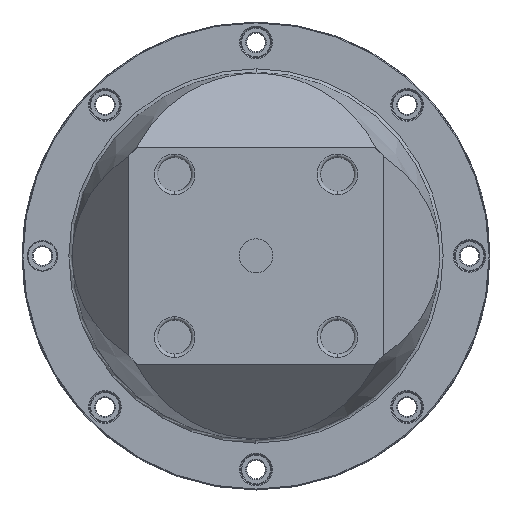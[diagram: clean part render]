
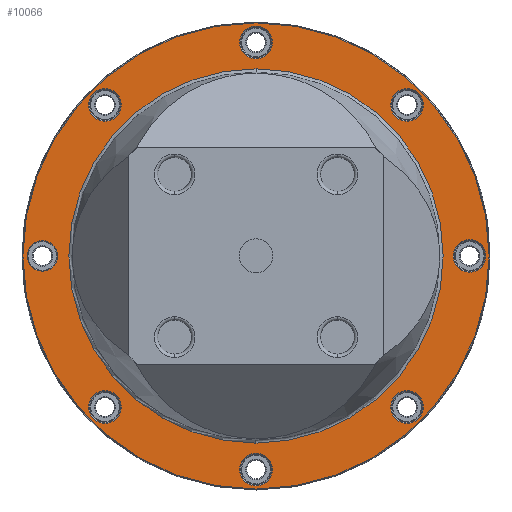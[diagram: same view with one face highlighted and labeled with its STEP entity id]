
A CAD part, top view. The second image highlights one B-rep face of the part: STEP entity #10066.
In plain terms, the highlighted planar face has unit normal (0, 0, 1).
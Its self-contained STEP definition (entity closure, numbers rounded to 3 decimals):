
#329=CARTESIAN_POINT('',(0.,0.,25.4));
#330=DIRECTION('',(0.,0.,-1.));
#331=DIRECTION('',(1.,0.,0.));
#332=AXIS2_PLACEMENT_3D('',#329,#330,#331);
#334=CARTESIAN_POINT('',(0.,0.,25.4));
#335=DIRECTION('',(0.,0.,-1.));
#336=DIRECTION('',(-1.,0.,0.));
#337=AXIS2_PLACEMENT_3D('',#334,#335,#336);
#339=CARTESIAN_POINT('',(-126.,0.,25.4));
#340=DIRECTION('',(0.,0.,1.));
#341=DIRECTION('',(1.,0.,0.));
#342=AXIS2_PLACEMENT_3D('',#339,#340,#341);
#344=CARTESIAN_POINT('',(-126.,0.,25.4));
#345=DIRECTION('',(0.,0.,1.));
#346=DIRECTION('',(-1.,0.,0.));
#347=AXIS2_PLACEMENT_3D('',#344,#345,#346);
#349=CARTESIAN_POINT('',(0.,0.,25.4));
#350=DIRECTION('',(0.,0.,1.));
#351=DIRECTION('',(0.,1.,0.));
#352=AXIS2_PLACEMENT_3D('',#349,#350,#351);
#354=CARTESIAN_POINT('',(0.,0.,25.4));
#355=DIRECTION('',(0.,0.,1.));
#356=DIRECTION('',(0.,-1.,0.));
#357=AXIS2_PLACEMENT_3D('',#354,#355,#356);
#5517=CARTESIAN_POINT('',(-89.095,-89.095,25.4));
#5518=DIRECTION('',(0.,0.,-1.));
#5519=DIRECTION('',(1.,0.,0.));
#5520=AXIS2_PLACEMENT_3D('',#5517,#5518,#5519);
#5522=CARTESIAN_POINT('',(-89.095,-89.095,25.4));
#5523=DIRECTION('',(0.,0.,-1.));
#5524=DIRECTION('',(-1.,0.,0.));
#5525=AXIS2_PLACEMENT_3D('',#5522,#5523,#5524);
#5667=CARTESIAN_POINT('',(89.095,-89.095,25.4));
#5668=DIRECTION('',(0.,0.,-1.));
#5669=DIRECTION('',(1.,0.,0.));
#5670=AXIS2_PLACEMENT_3D('',#5667,#5668,#5669);
#5672=CARTESIAN_POINT('',(89.095,-89.095,25.4));
#5673=DIRECTION('',(0.,0.,-1.));
#5674=DIRECTION('',(-1.,0.,0.));
#5675=AXIS2_PLACEMENT_3D('',#5672,#5673,#5674);
#5817=CARTESIAN_POINT('',(-89.095,89.095,25.4));
#5818=DIRECTION('',(0.,0.,-1.));
#5819=DIRECTION('',(1.,0.,0.));
#5820=AXIS2_PLACEMENT_3D('',#5817,#5818,#5819);
#5822=CARTESIAN_POINT('',(-89.095,89.095,25.4));
#5823=DIRECTION('',(0.,0.,-1.));
#5824=DIRECTION('',(-1.,0.,0.));
#5825=AXIS2_PLACEMENT_3D('',#5822,#5823,#5824);
#5967=CARTESIAN_POINT('',(89.095,89.095,25.4));
#5968=DIRECTION('',(0.,0.,-1.));
#5969=DIRECTION('',(1.,0.,0.));
#5970=AXIS2_PLACEMENT_3D('',#5967,#5968,#5969);
#5972=CARTESIAN_POINT('',(89.095,89.095,25.4));
#5973=DIRECTION('',(0.,0.,-1.));
#5974=DIRECTION('',(-1.,0.,0.));
#5975=AXIS2_PLACEMENT_3D('',#5972,#5973,#5974);
#6117=CARTESIAN_POINT('',(0.,126.,25.4));
#6118=DIRECTION('',(0.,0.,-1.));
#6119=DIRECTION('',(-1.,0.,0.));
#6120=AXIS2_PLACEMENT_3D('',#6117,#6118,#6119);
#6122=CARTESIAN_POINT('',(0.,126.,25.4));
#6123=DIRECTION('',(0.,0.,-1.));
#6124=DIRECTION('',(1.,0.,0.));
#6125=AXIS2_PLACEMENT_3D('',#6122,#6123,#6124);
#6267=CARTESIAN_POINT('',(126.,0.,25.4));
#6268=DIRECTION('',(0.,0.,-1.));
#6269=DIRECTION('',(-1.,0.,0.));
#6270=AXIS2_PLACEMENT_3D('',#6267,#6268,#6269);
#6280=CARTESIAN_POINT('',(126.,0.,25.4));
#6281=DIRECTION('',(0.,0.,-1.));
#6282=DIRECTION('',(1.,0.,0.));
#6283=AXIS2_PLACEMENT_3D('',#6280,#6281,#6282);
#6417=CARTESIAN_POINT('',(0.,-126.,25.4));
#6418=DIRECTION('',(0.,0.,-1.));
#6419=DIRECTION('',(-1.,0.,0.));
#6420=AXIS2_PLACEMENT_3D('',#6417,#6418,#6419);
#6422=CARTESIAN_POINT('',(0.,-126.,25.4));
#6423=DIRECTION('',(0.,0.,-1.));
#6424=DIRECTION('',(1.,0.,0.));
#6425=AXIS2_PLACEMENT_3D('',#6422,#6423,#6424);
#7177=CARTESIAN_POINT('',(137.492,0.,25.4));
#7178=CARTESIAN_POINT('',(-137.492,0.,25.4));
#7179=VERTEX_POINT('',#7177);
#7180=VERTEX_POINT('',#7178);
#7181=CARTESIAN_POINT('',(-117.,0.,25.4));
#7182=CARTESIAN_POINT('',(-135.,0.,25.4));
#7183=VERTEX_POINT('',#7181);
#7184=VERTEX_POINT('',#7182);
#7185=CARTESIAN_POINT('',(0.,110.381,25.4));
#7186=CARTESIAN_POINT('',(0.,-110.381,25.4));
#7187=VERTEX_POINT('',#7185);
#7188=VERTEX_POINT('',#7186);
#7448=CARTESIAN_POINT('',(98.695,-89.095,25.4));
#7449=VERTEX_POINT('',#7448);
#7450=CARTESIAN_POINT('',(79.495,-89.095,25.4));
#7451=VERTEX_POINT('',#7450);
#7488=CARTESIAN_POINT('',(-79.495,-89.095,25.4));
#7489=VERTEX_POINT('',#7488);
#7490=CARTESIAN_POINT('',(-98.695,-89.095,25.4));
#7491=VERTEX_POINT('',#7490);
#7528=CARTESIAN_POINT('',(-79.495,89.095,25.4));
#7529=VERTEX_POINT('',#7528);
#7530=CARTESIAN_POINT('',(-98.695,89.095,25.4));
#7531=VERTEX_POINT('',#7530);
#7568=CARTESIAN_POINT('',(98.695,89.095,25.4));
#7569=VERTEX_POINT('',#7568);
#7570=CARTESIAN_POINT('',(79.495,89.095,25.4));
#7571=VERTEX_POINT('',#7570);
#7606=CARTESIAN_POINT('',(-9.6,-126.,25.4));
#7607=VERTEX_POINT('',#7606);
#7608=CARTESIAN_POINT('',(9.6,-126.,25.4));
#7609=VERTEX_POINT('',#7608);
#7646=CARTESIAN_POINT('',(135.6,0.,25.4));
#7647=VERTEX_POINT('',#7646);
#7648=CARTESIAN_POINT('',(116.4,0.,25.4));
#7649=VERTEX_POINT('',#7648);
#7686=CARTESIAN_POINT('',(-9.6,126.,25.4));
#7687=VERTEX_POINT('',#7686);
#7688=CARTESIAN_POINT('',(9.6,126.,25.4));
#7689=VERTEX_POINT('',#7688);
#10002=CARTESIAN_POINT('',(0.,0.,25.4));
#10003=DIRECTION('',(0.,0.,1.));
#10004=DIRECTION('',(-1.,0.,0.));
#10005=AXIS2_PLACEMENT_3D('',#10002,#10003,#10004);
#10006=PLANE('',#10005);
#10008=ORIENTED_EDGE('',*,*,#10007,.T.);
#10009=ORIENTED_EDGE('',*,*,#9992,.T.);
#10010=EDGE_LOOP('',(#10008,#10009));
#10011=FACE_OUTER_BOUND('',#10010,.F.);
#10013=ORIENTED_EDGE('',*,*,#10012,.T.);
#10015=ORIENTED_EDGE('',*,*,#10014,.T.);
#10016=EDGE_LOOP('',(#10013,#10015));
#10017=FACE_BOUND('',#10016,.F.);
#10019=ORIENTED_EDGE('',*,*,#10018,.T.);
#10021=ORIENTED_EDGE('',*,*,#10020,.T.);
#10022=EDGE_LOOP('',(#10019,#10021));
#10023=FACE_BOUND('',#10022,.F.);
#10025=ORIENTED_EDGE('',*,*,#10024,.F.);
#10027=ORIENTED_EDGE('',*,*,#10026,.F.);
#10028=EDGE_LOOP('',(#10025,#10027));
#10029=FACE_BOUND('',#10028,.F.);
#10031=ORIENTED_EDGE('',*,*,#10030,.F.);
#10033=ORIENTED_EDGE('',*,*,#10032,.F.);
#10034=EDGE_LOOP('',(#10031,#10033));
#10035=FACE_BOUND('',#10034,.F.);
#10037=ORIENTED_EDGE('',*,*,#10036,.F.);
#10039=ORIENTED_EDGE('',*,*,#10038,.F.);
#10040=EDGE_LOOP('',(#10037,#10039));
#10041=FACE_BOUND('',#10040,.F.);
#10043=ORIENTED_EDGE('',*,*,#10042,.F.);
#10045=ORIENTED_EDGE('',*,*,#10044,.F.);
#10046=EDGE_LOOP('',(#10043,#10045));
#10047=FACE_BOUND('',#10046,.F.);
#10049=ORIENTED_EDGE('',*,*,#10048,.F.);
#10051=ORIENTED_EDGE('',*,*,#10050,.F.);
#10052=EDGE_LOOP('',(#10049,#10051));
#10053=FACE_BOUND('',#10052,.F.);
#10055=ORIENTED_EDGE('',*,*,#10054,.F.);
#10057=ORIENTED_EDGE('',*,*,#10056,.F.);
#10058=EDGE_LOOP('',(#10055,#10057));
#10059=FACE_BOUND('',#10058,.F.);
#10061=ORIENTED_EDGE('',*,*,#10060,.F.);
#10063=ORIENTED_EDGE('',*,*,#10062,.F.);
#10064=EDGE_LOOP('',(#10061,#10063));
#10065=FACE_BOUND('',#10064,.F.);
#333=CIRCLE('',#332,137.492);
#338=CIRCLE('',#337,137.492);
#343=CIRCLE('',#342,9.);
#348=CIRCLE('',#347,9.);
#353=CIRCLE('',#352,110.381);
#358=CIRCLE('',#357,110.381);
#5521=CIRCLE('',#5520,9.6);
#5526=CIRCLE('',#5525,9.6);
#5671=CIRCLE('',#5670,9.6);
#5676=CIRCLE('',#5675,9.6);
#5821=CIRCLE('',#5820,9.6);
#5826=CIRCLE('',#5825,9.6);
#5971=CIRCLE('',#5970,9.6);
#5976=CIRCLE('',#5975,9.6);
#6121=CIRCLE('',#6120,9.6);
#6126=CIRCLE('',#6125,9.6);
#6271=CIRCLE('',#6270,9.6);
#6284=CIRCLE('',#6283,9.6);
#6421=CIRCLE('',#6420,9.6);
#6426=CIRCLE('',#6425,9.6);
#9992=EDGE_CURVE('',#7180,#7179,#338,.T.);
#10007=EDGE_CURVE('',#7179,#7180,#333,.T.);
#10012=EDGE_CURVE('',#7183,#7184,#343,.T.);
#10014=EDGE_CURVE('',#7184,#7183,#348,.T.);
#10018=EDGE_CURVE('',#7187,#7188,#353,.T.);
#10020=EDGE_CURVE('',#7188,#7187,#358,.T.);
#10024=EDGE_CURVE('',#7489,#7491,#5521,.T.);
#10026=EDGE_CURVE('',#7491,#7489,#5526,.T.);
#10030=EDGE_CURVE('',#7449,#7451,#5671,.T.);
#10032=EDGE_CURVE('',#7451,#7449,#5676,.T.);
#10036=EDGE_CURVE('',#7529,#7531,#5821,.T.);
#10038=EDGE_CURVE('',#7531,#7529,#5826,.T.);
#10042=EDGE_CURVE('',#7569,#7571,#5971,.T.);
#10044=EDGE_CURVE('',#7571,#7569,#5976,.T.);
#10048=EDGE_CURVE('',#7687,#7689,#6121,.T.);
#10050=EDGE_CURVE('',#7689,#7687,#6126,.T.);
#10054=EDGE_CURVE('',#7649,#7647,#6271,.T.);
#10056=EDGE_CURVE('',#7647,#7649,#6284,.T.);
#10060=EDGE_CURVE('',#7607,#7609,#6421,.T.);
#10062=EDGE_CURVE('',#7609,#7607,#6426,.T.);
#10066=ADVANCED_FACE('',(#10011,#10017,#10023,#10029,#10035,#10041,#10047,
#10053,#10059,#10065),#10006,.T.);
